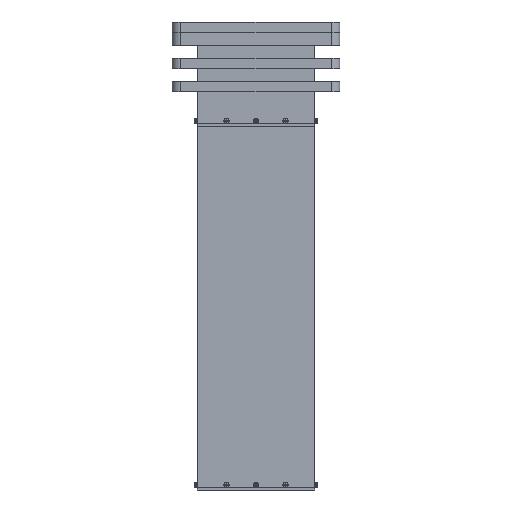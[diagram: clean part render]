
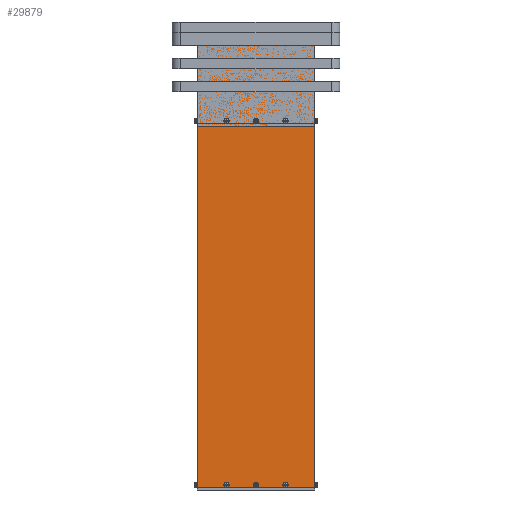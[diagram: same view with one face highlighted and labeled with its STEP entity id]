
A CAD part, front view. The second image highlights one B-rep face of the part: STEP entity #29879.
In plain terms, the highlighted planar face has unit normal (0, -1, 0).
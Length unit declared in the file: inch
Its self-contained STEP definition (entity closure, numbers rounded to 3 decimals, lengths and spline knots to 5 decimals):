
#860 = EDGE_CURVE ( 'NONE', #12394, #18301, #15818, .T. ) ;
#1276 = CARTESIAN_POINT ( 'NONE',  ( 2.22992, -1.15492, -0.3937 ) ) ;
#1717 = DIRECTION ( 'NONE',  ( 0., -1., 0. ) ) ;
#1755 = CARTESIAN_POINT ( 'NONE',  ( 2.22992, -1.15492, -40.2981 ) ) ;
#1930 = LINE ( 'NONE', #7872, #31112 ) ;
#2301 = CARTESIAN_POINT ( 'NONE',  ( -1.11506, -1.15492, -17.44291 ) ) ;
#2485 = AXIS2_PLACEMENT_3D ( 'NONE', #19879, #16659, #14130 ) ;
#3338 = CARTESIAN_POINT ( 'NONE',  ( -2.22992, -1.15492, -40.2981 ) ) ;
#3740 = CIRCLE ( 'NONE', #35281, 0.07677 ) ;
#3965 = DIRECTION ( 'NONE',  ( 0., 0., 1. ) ) ;
#4141 = ORIENTED_EDGE ( 'NONE', *, *, #30257, .F. ) ;
#4379 = EDGE_LOOP ( 'NONE', ( #27554, #4141 ) ) ;
#4509 = DIRECTION ( 'NONE',  ( 0., 0., 1. ) ) ;
#5430 = AXIS2_PLACEMENT_3D ( 'NONE', #18057, #1717, #6937 ) ;
#5514 = ORIENTED_EDGE ( 'NONE', *, *, #19499, .F. ) ;
#5683 = LINE ( 'NONE', #3338, #29095 ) ;
#6783 = CIRCLE ( 'NONE', #9089, 0.07677 ) ;
#6858 = DIRECTION ( 'NONE',  ( 0., -1., 0. ) ) ;
#6937 = DIRECTION ( 'NONE',  ( 0., 0., 1. ) ) ;
#7872 = CARTESIAN_POINT ( 'NONE',  ( 2.22992, -1.15492, -17.6378 ) ) ;
#8278 = VERTEX_POINT ( 'NONE', #22821 ) ;
#8317 = AXIS2_PLACEMENT_3D ( 'NONE', #9378, #6858, #4509 ) ;
#8972 = FACE_BOUND ( 'NONE', #4379, .T. ) ;
#9083 = CARTESIAN_POINT ( 'NONE',  ( 1.11506, -1.15492, -17.59646 ) ) ;
#9089 = AXIS2_PLACEMENT_3D ( 'NONE', #26879, #16092, #27046 ) ;
#9378 = CARTESIAN_POINT ( 'NONE',  ( -1.11506, -1.15492, -17.51969 ) ) ;
#9635 = CARTESIAN_POINT ( 'NONE',  ( -2.22992, -1.15492, -17.6378 ) ) ;
#9670 = DIRECTION ( 'NONE',  ( -1., 0., 0. ) ) ;
#9718 = VERTEX_POINT ( 'NONE', #21506 ) ;
#10019 = FACE_BOUND ( 'NONE', #30974, .T. ) ;
#10890 = DIRECTION ( 'NONE',  ( 0., 0., 1. ) ) ;
#11999 = CARTESIAN_POINT ( 'NONE',  ( 2.22992, -1.15492, -0.3937 ) ) ;
#12103 = ORIENTED_EDGE ( 'NONE', *, *, #29992, .T. ) ;
#12394 = VERTEX_POINT ( 'NONE', #30458 ) ;
#12528 = DIRECTION ( 'NONE',  ( 0., 0., 1. ) ) ;
#12702 = DIRECTION ( 'NONE',  ( 0., 1., 0. ) ) ;
#13611 = DIRECTION ( 'NONE',  ( -1., 0., 0. ) ) ;
#13916 = CARTESIAN_POINT ( 'NONE',  ( 2.22992, -1.15492, -17.6378 ) ) ;
#14130 = DIRECTION ( 'NONE',  ( 0., 0., 1. ) ) ;
#14170 = FACE_BOUND ( 'NONE', #18830, .T. ) ;
#14643 = AXIS2_PLACEMENT_3D ( 'NONE', #21528, #32299, #20793 ) ;
#14889 = DIRECTION ( 'NONE',  ( 0., -1., 0. ) ) ;
#15738 = EDGE_CURVE ( 'NONE', #25819, #24948, #23189, .T. ) ;
#15818 = CIRCLE ( 'NONE', #14643, 0.07677 ) ;
#16092 = DIRECTION ( 'NONE',  ( 0., -1., 0. ) ) ;
#16425 = CARTESIAN_POINT ( 'NONE',  ( 1.11506, -1.15492, -17.44291 ) ) ;
#16659 = DIRECTION ( 'NONE',  ( 0., -1., 0. ) ) ;
#17065 = ORIENTED_EDGE ( 'NONE', *, *, #15738, .T. ) ;
#17533 = VERTEX_POINT ( 'NONE', #9635 ) ;
#18057 = CARTESIAN_POINT ( 'NONE',  ( 0., -1.15492, -17.51969 ) ) ;
#18273 = LINE ( 'NONE', #11999, #27674 ) ;
#18301 = VERTEX_POINT ( 'NONE', #2301 ) ;
#18830 = EDGE_LOOP ( 'NONE', ( #5514, #27788 ) ) ;
#19499 = EDGE_CURVE ( 'NONE', #18301, #12394, #23794, .T. ) ;
#19758 = EDGE_CURVE ( 'NONE', #9718, #8278, #3740, .T. ) ;
#19879 = CARTESIAN_POINT ( 'NONE',  ( 1.11506, -1.15492, -17.51969 ) ) ;
#20090 = VERTEX_POINT ( 'NONE', #28980 ) ;
#20253 = VERTEX_POINT ( 'NONE', #16425 ) ;
#20793 = DIRECTION ( 'NONE',  ( 0., 0., 1. ) ) ;
#21506 = CARTESIAN_POINT ( 'NONE',  ( 0., -1.15492, -17.44291 ) ) ;
#21528 = CARTESIAN_POINT ( 'NONE',  ( -1.11506, -1.15492, -17.51969 ) ) ;
#22094 = VERTEX_POINT ( 'NONE', #9083 ) ;
#22305 = VECTOR ( 'NONE', #3965, 39.37008 ) ;
#22821 = CARTESIAN_POINT ( 'NONE',  ( 0., -1.15492, -17.59646 ) ) ;
#22999 = DIRECTION ( 'NONE',  ( 0., 0., 1. ) ) ;
#23189 = LINE ( 'NONE', #28556, #22305 ) ;
#23204 = EDGE_CURVE ( 'NONE', #17533, #20090, #5683, .T. ) ;
#23794 = CIRCLE ( 'NONE', #8317, 0.07677 ) ;
#24948 = VERTEX_POINT ( 'NONE', #1276 ) ;
#25819 = VERTEX_POINT ( 'NONE', #13916 ) ;
#26879 = CARTESIAN_POINT ( 'NONE',  ( 1.11506, -1.15492, -17.51969 ) ) ;
#27046 = DIRECTION ( 'NONE',  ( 0., 0., 1. ) ) ;
#27554 = ORIENTED_EDGE ( 'NONE', *, *, #35523, .F. ) ;
#27674 = VECTOR ( 'NONE', #9670, 39.37008 ) ;
#27788 = ORIENTED_EDGE ( 'NONE', *, *, #860, .F. ) ;
#28556 = CARTESIAN_POINT ( 'NONE',  ( 2.22992, -1.15492, -40.2981 ) ) ;
#28629 = ORIENTED_EDGE ( 'NONE', *, *, #31614, .F. ) ;
#28726 = EDGE_LOOP ( 'NONE', ( #29981, #17065, #12103, #31135 ) ) ;
#28980 = CARTESIAN_POINT ( 'NONE',  ( -2.22992, -1.15492, -0.3937 ) ) ;
#29095 = VECTOR ( 'NONE', #10890, 39.37008 ) ;
#29879 = ADVANCED_FACE ( 'NONE', ( #14170, #8972, #10019, #31400 ), #34620, .F. ) ;
#29981 = ORIENTED_EDGE ( 'NONE', *, *, #30123, .F. ) ;
#29992 = EDGE_CURVE ( 'NONE', #24948, #20090, #18273, .T. ) ;
#30123 = EDGE_CURVE ( 'NONE', #25819, #17533, #1930, .T. ) ;
#30257 = EDGE_CURVE ( 'NONE', #22094, #20253, #35174, .T. ) ;
#30458 = CARTESIAN_POINT ( 'NONE',  ( -1.11506, -1.15492, -17.59646 ) ) ;
#30646 = CIRCLE ( 'NONE', #5430, 0.07677 ) ;
#30974 = EDGE_LOOP ( 'NONE', ( #34521, #28629 ) ) ;
#31112 = VECTOR ( 'NONE', #13611, 39.37008 ) ;
#31135 = ORIENTED_EDGE ( 'NONE', *, *, #23204, .F. ) ;
#31400 = FACE_OUTER_BOUND ( 'NONE', #28726, .T. ) ;
#31614 = EDGE_CURVE ( 'NONE', #8278, #9718, #30646, .T. ) ;
#31698 = AXIS2_PLACEMENT_3D ( 'NONE', #1755, #12702, #12528 ) ;
#32273 = CARTESIAN_POINT ( 'NONE',  ( 0., -1.15492, -17.51969 ) ) ;
#32299 = DIRECTION ( 'NONE',  ( 0., -1., 0. ) ) ;
#34521 = ORIENTED_EDGE ( 'NONE', *, *, #19758, .F. ) ;
#34620 = PLANE ( 'NONE',  #31698 ) ;
#35174 = CIRCLE ( 'NONE', #2485, 0.07677 ) ;
#35281 = AXIS2_PLACEMENT_3D ( 'NONE', #32273, #14889, #22999 ) ;
#35523 = EDGE_CURVE ( 'NONE', #20253, #22094, #6783, .T. ) ;
